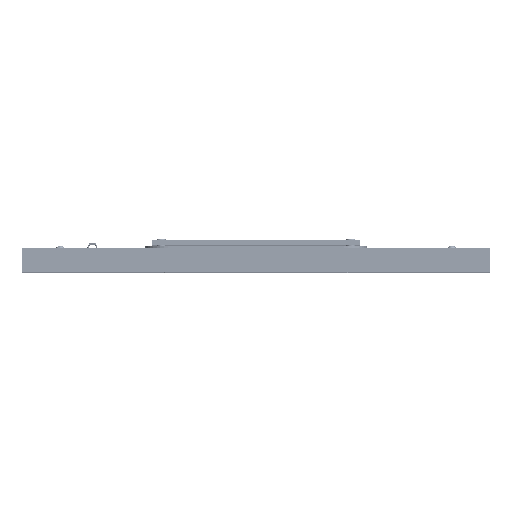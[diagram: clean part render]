
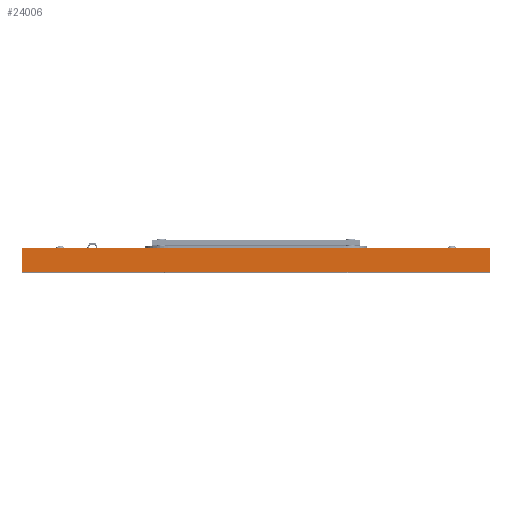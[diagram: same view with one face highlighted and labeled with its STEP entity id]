
A CAD part, top view. The second image highlights one B-rep face of the part: STEP entity #24006.
In plain terms, the highlighted planar face has unit normal (0, 0, 1).
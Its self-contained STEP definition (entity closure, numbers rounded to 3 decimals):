
#1636=PLANE('',#26100);
#2573=FACE_OUTER_BOUND('',#4134,.T.);
#4134=EDGE_LOOP('',(#17781,#17782,#17783,#17784));
#6260=LINE('',#36496,#8293);
#6261=LINE('',#36499,#8294);
#6262=LINE('',#36501,#8295);
#6263=LINE('',#36502,#8296);
#8293=VECTOR('',#29564,10.);
#8294=VECTOR('',#29567,10.);
#8295=VECTOR('',#29568,10.);
#8296=VECTOR('',#29569,10.);
#11678=VERTEX_POINT('',#36492);
#11679=VERTEX_POINT('',#36494);
#11680=VERTEX_POINT('',#36498);
#11681=VERTEX_POINT('',#36500);
#14064=EDGE_CURVE('',#11678,#11679,#6260,.T.);
#14065=EDGE_CURVE('',#11680,#11678,#6261,.T.);
#14066=EDGE_CURVE('',#11681,#11679,#6262,.T.);
#14067=EDGE_CURVE('',#11680,#11681,#6263,.T.);
#17781=ORIENTED_EDGE('',*,*,#14065,.T.);
#17782=ORIENTED_EDGE('',*,*,#14064,.T.);
#17783=ORIENTED_EDGE('',*,*,#14066,.F.);
#17784=ORIENTED_EDGE('',*,*,#14067,.F.);
#24006=ADVANCED_FACE('',(#2573),#1636,.T.);
#26100=AXIS2_PLACEMENT_3D('',#36497,#29565,#29566);
#29564=DIRECTION('',(0.,1.,0.));
#29565=DIRECTION('center_axis',(0.,0.,1.));
#29566=DIRECTION('ref_axis',(1.,0.,0.));
#29567=DIRECTION('',(1.,0.,0.));
#29568=DIRECTION('',(1.,0.,0.));
#29569=DIRECTION('',(0.,1.,0.));
#36492=CARTESIAN_POINT('',(63.5,0.,107.95));
#36494=CARTESIAN_POINT('',(63.5,6.35,107.95));
#36496=CARTESIAN_POINT('',(63.5,0.,107.95));
#36497=CARTESIAN_POINT('Origin',(-63.5,0.,107.95));
#36498=CARTESIAN_POINT('',(-63.5,0.,107.95));
#36499=CARTESIAN_POINT('',(-63.5,0.,107.95));
#36500=CARTESIAN_POINT('',(-63.5,6.35,107.95));
#36501=CARTESIAN_POINT('',(-63.5,6.35,107.95));
#36502=CARTESIAN_POINT('',(-63.5,0.,107.95));
